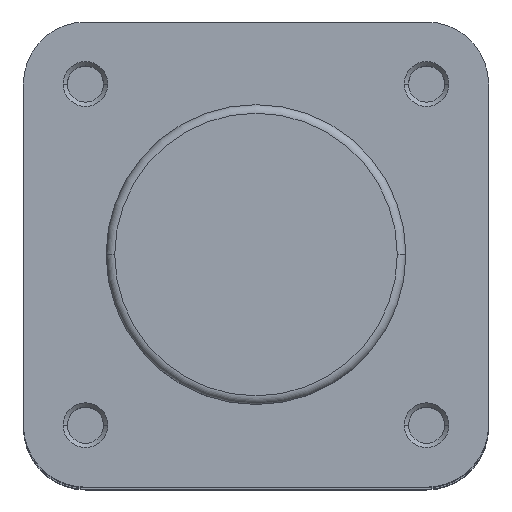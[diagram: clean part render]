
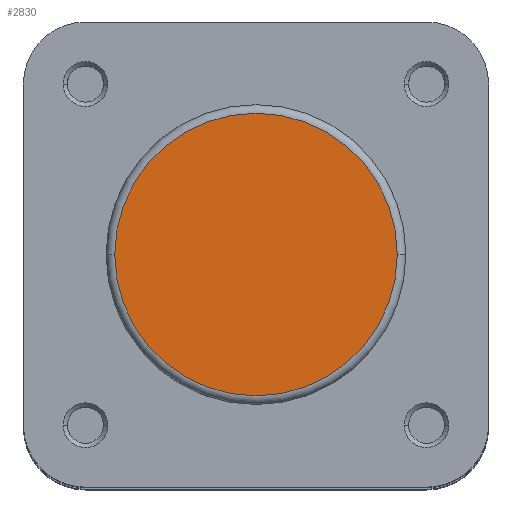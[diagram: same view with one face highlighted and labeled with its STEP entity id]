
A CAD part, top view. The second image highlights one B-rep face of the part: STEP entity #2830.
In plain terms, the highlighted planar face has unit normal (0, 0, 1).
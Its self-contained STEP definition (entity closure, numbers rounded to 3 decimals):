
#11 = EDGE_LOOP ( 'NONE', ( #2651, #2677 ) ) ;
#345 = EDGE_CURVE ( 'NONE', #1100, #1050, #3151, .T. ) ;
#368 = EDGE_CURVE ( 'NONE', #1050, #1100, #3186, .T. ) ;
#634 = AXIS2_PLACEMENT_3D ( 'NONE', #1410, #1411, #1412 ) ;
#642 = AXIS2_PLACEMENT_3D ( 'NONE', #1460, #1468, #1469 ) ;
#828 = AXIS2_PLACEMENT_3D ( 'NONE', #4070, #4075, #4076 ) ;
#1050 = VERTEX_POINT ( 'NONE', #2091 ) ;
#1100 = VERTEX_POINT ( 'NONE', #2141 ) ;
#1410 = CARTESIAN_POINT ( 'NONE',  ( 0., 0., 0. ) ) ;
#1411 = DIRECTION ( 'NONE',  ( 0., 0., 1. ) ) ;
#1412 = DIRECTION ( 'NONE',  ( -1., 0., 0. ) ) ;
#1460 = CARTESIAN_POINT ( 'NONE',  ( 0., 0., 0. ) ) ;
#1468 = DIRECTION ( 'NONE',  ( 0., 0., 1. ) ) ;
#1469 = DIRECTION ( 'NONE',  ( -1., 0., 0. ) ) ;
#2091 = CARTESIAN_POINT ( 'NONE',  ( -16.4, 0., 0. ) ) ;
#2141 = CARTESIAN_POINT ( 'NONE',  ( 16.4, 0., 0. ) ) ;
#2651 = ORIENTED_EDGE ( 'NONE', *, *, #368, .T. ) ;
#2677 = ORIENTED_EDGE ( 'NONE', *, *, #345, .T. ) ;
#2830 = ADVANCED_FACE ( 'NONE', ( #3614 ), #4067, .F. ) ;
#3151 = CIRCLE ( 'NONE', #634, 16.4 ) ;
#3186 = CIRCLE ( 'NONE', #642, 16.4 ) ;
#3614 = FACE_OUTER_BOUND ( 'NONE', #11, .T. ) ;
#4067 = PLANE ( 'NONE',  #828 ) ;
#4070 = CARTESIAN_POINT ( 'NONE',  ( 0., 17.4, 0. ) ) ;
#4075 = DIRECTION ( 'NONE',  ( 0., 0., -1. ) ) ;
#4076 = DIRECTION ( 'NONE',  ( -1., 0., 0. ) ) ;
